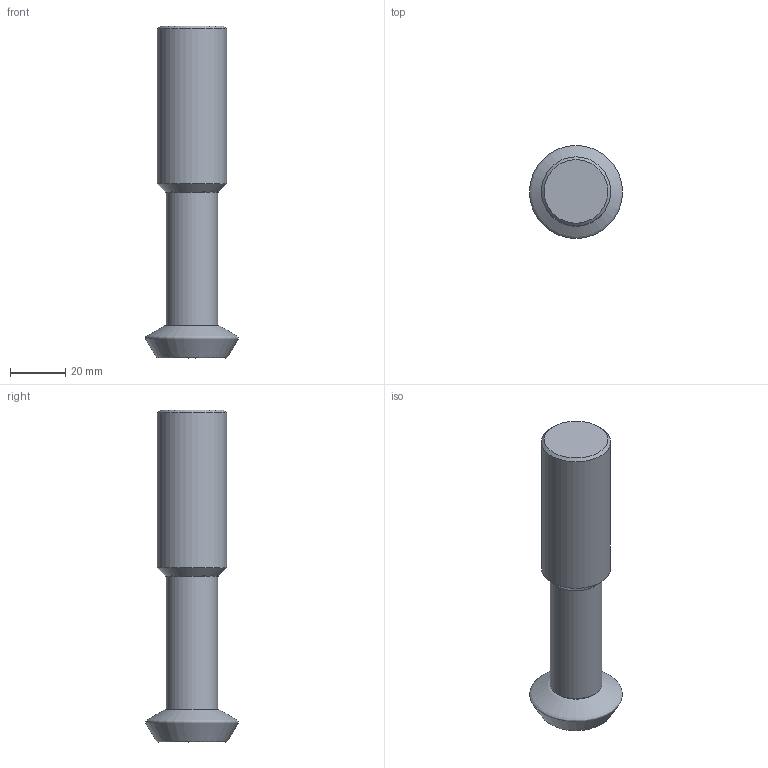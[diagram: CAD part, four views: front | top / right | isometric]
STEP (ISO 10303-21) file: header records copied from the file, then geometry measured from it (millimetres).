
FILE_DESCRIPTION(/* description */ (''),/* implementation_level */ '2;1');
FILE_NAME(/* name */ '1562146280840.stp',/* time_stamp */ '2019-07-03T15:01:34+06:00',/* author */ (''),/* organization */ ('SMS'),/* preprocessor_version */ 'ST-DEVELOPER v15',/* originating_system */ 'SIEMENS PLM Software NX 8.5',/* authorisation */ '');
FILE_SCHEMA (('AUTOMOTIVE_DESIGN { 1 0 10303 214 3 1 1 1 }'));
Length unit declared in the file: millimetre
Products named in the file (4): ASSEMBLY_CONSTRUCTION; 202415306mod000_00; 202443242mod000_00; 202443244mod000_00
Assembly tree (3 placements, depth 2):
  202443244mod000_00
    202443242mod000_00
    202415306mod000_00
    ASSEMBLY_CONSTRUCTION
Bounding box: 33.58 x 33.58 x 120 mm (x, y, z)
Volume: 54346.6 mm3; surface area: 12264 mm2
Topology: 2 solids, 2 shells, 17 faces, 36 edges, 34 vertices
Faces by surface type: torus 6, cone 5, plane 3, cylinder 2, bspline 1
Full cylindrical faces by diameter (mm): 18.705 x1, 24.994 x1
Entity records: 4005 total; most frequent: CARTESIAN_POINT 3488, DIRECTION 92, AXIS2_PLACEMENT_3D 46, EDGE_LOOP 30, ORIENTED_EDGE 30, FACE_BOUND 29, STYLED_ITEM 26, PRESENTATION_STYLE_ASSIGNMENT 26
